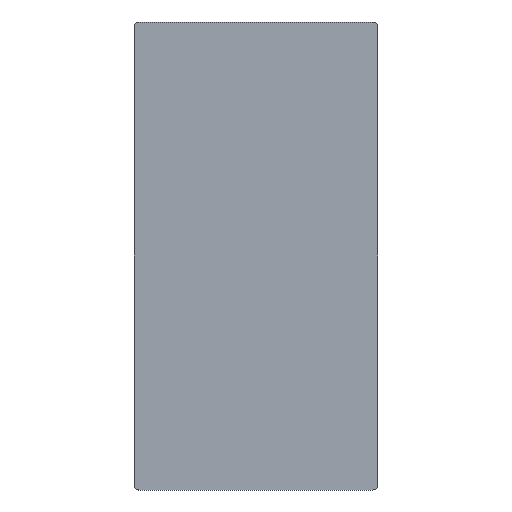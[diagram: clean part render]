
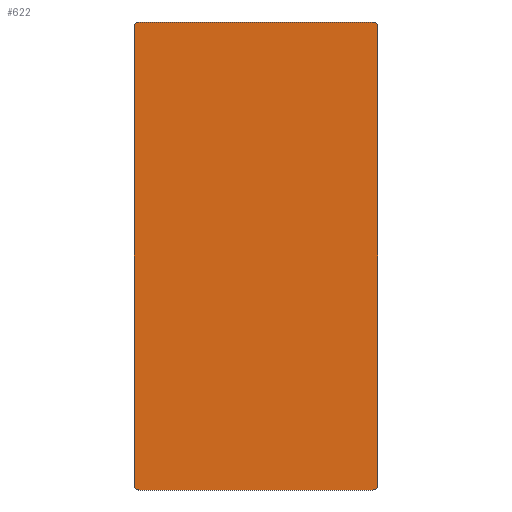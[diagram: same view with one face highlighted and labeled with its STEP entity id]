
A CAD part, front view. The second image highlights one B-rep face of the part: STEP entity #622.
In plain terms, the highlighted planar face has unit normal (0, -1, 0).
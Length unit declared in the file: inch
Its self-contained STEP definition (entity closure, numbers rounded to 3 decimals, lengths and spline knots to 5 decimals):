
#40=PLANE('',#681);
#79=FACE_OUTER_BOUND('',#115,.T.);
#115=EDGE_LOOP('',(#517,#518,#519,#520,#521,#522,#523,#524));
#130=CIRCLE('',#642,0.005);
#148=CIRCLE('',#682,0.005);
#149=CIRCLE('',#683,0.005);
#150=CIRCLE('',#684,0.005);
#186=LINE('',#1076,#234);
#190=LINE('',#1085,#238);
#191=LINE('',#1091,#239);
#192=LINE('',#1094,#240);
#234=VECTOR('',#830,0.25);
#238=VECTOR('',#836,0.49);
#239=VECTOR('',#843,0.25);
#240=VECTOR('',#846,0.49);
#254=VERTEX_POINT('',#914);
#255=VERTEX_POINT('',#916);
#293=VERTEX_POINT('',#1074);
#294=VERTEX_POINT('',#1078);
#297=VERTEX_POINT('',#1083);
#298=VERTEX_POINT('',#1088);
#299=VERTEX_POINT('',#1090);
#300=VERTEX_POINT('',#1092);
#314=EDGE_CURVE('',#254,#255,#130,.T.);
#372=EDGE_CURVE('',#293,#254,#186,.T.);
#376=EDGE_CURVE('',#297,#294,#190,.T.);
#377=EDGE_CURVE('',#294,#293,#148,.T.);
#378=EDGE_CURVE('',#298,#297,#149,.T.);
#379=EDGE_CURVE('',#299,#298,#191,.T.);
#380=EDGE_CURVE('',#300,#299,#150,.T.);
#381=EDGE_CURVE('',#255,#300,#192,.T.);
#517=ORIENTED_EDGE('',*,*,#314,.F.);
#518=ORIENTED_EDGE('',*,*,#372,.F.);
#519=ORIENTED_EDGE('',*,*,#377,.F.);
#520=ORIENTED_EDGE('',*,*,#376,.F.);
#521=ORIENTED_EDGE('',*,*,#378,.F.);
#522=ORIENTED_EDGE('',*,*,#379,.F.);
#523=ORIENTED_EDGE('',*,*,#380,.F.);
#524=ORIENTED_EDGE('',*,*,#381,.F.);
#622=ADVANCED_FACE('',(#79),#40,.F.);
#642=AXIS2_PLACEMENT_3D('',#917,#723,#724);
#681=AXIS2_PLACEMENT_3D('',#1086,#837,#838);
#682=AXIS2_PLACEMENT_3D('',#1087,#839,#840);
#683=AXIS2_PLACEMENT_3D('',#1089,#841,#842);
#684=AXIS2_PLACEMENT_3D('',#1093,#844,#845);
#723=DIRECTION('center_axis',(0.,1.,0.));
#724=DIRECTION('ref_axis',(1.,0.,0.));
#830=DIRECTION('',(-1.,0.,0.));
#836=DIRECTION('',(0.,0.,-1.));
#837=DIRECTION('center_axis',(0.,1.,0.));
#838=DIRECTION('ref_axis',(0.,0.,1.));
#839=DIRECTION('center_axis',(0.,1.,0.));
#840=DIRECTION('ref_axis',(1.,0.,0.));
#841=DIRECTION('center_axis',(0.,1.,0.));
#842=DIRECTION('ref_axis',(1.,0.,0.));
#843=DIRECTION('',(1.,0.,0.));
#844=DIRECTION('center_axis',(0.,1.,0.));
#845=DIRECTION('ref_axis',(1.,0.,0.));
#846=DIRECTION('',(0.,0.,1.));
#914=CARTESIAN_POINT('',(-0.125,-0.03,-0.25));
#916=CARTESIAN_POINT('',(-0.13,-0.03,-0.245));
#917=CARTESIAN_POINT('Origin',(-0.125,-0.03,-0.245));
#1074=CARTESIAN_POINT('',(0.125,-0.03,-0.25));
#1076=CARTESIAN_POINT('',(0.125,-0.03,-0.25));
#1078=CARTESIAN_POINT('',(0.13,-0.03,-0.245));
#1083=CARTESIAN_POINT('',(0.13,-0.03,0.245));
#1085=CARTESIAN_POINT('',(0.13,-0.03,0.245));
#1086=CARTESIAN_POINT('Origin',(-0.125,-0.03,-0.245));
#1087=CARTESIAN_POINT('Origin',(0.125,-0.03,-0.245));
#1088=CARTESIAN_POINT('',(0.125,-0.03,0.25));
#1089=CARTESIAN_POINT('Origin',(0.125,-0.03,0.245));
#1090=CARTESIAN_POINT('',(-0.125,-0.03,0.25));
#1091=CARTESIAN_POINT('',(-0.125,-0.03,0.25));
#1092=CARTESIAN_POINT('',(-0.13,-0.03,0.245));
#1093=CARTESIAN_POINT('Origin',(-0.125,-0.03,0.245));
#1094=CARTESIAN_POINT('',(-0.13,-0.03,-0.245));
